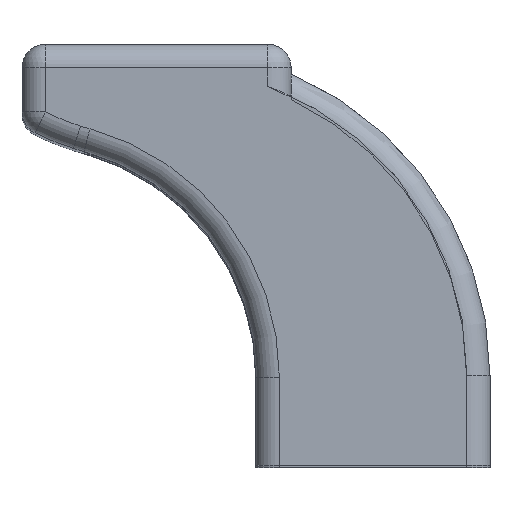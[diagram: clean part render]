
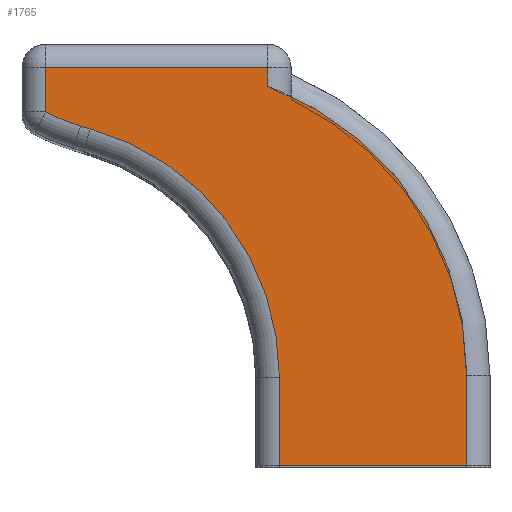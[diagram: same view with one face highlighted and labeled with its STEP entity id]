
A CAD part, top view. The second image highlights one B-rep face of the part: STEP entity #1765.
In plain terms, the highlighted planar face has unit normal (0, 0, 1).
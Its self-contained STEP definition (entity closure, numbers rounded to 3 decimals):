
#62=PLANE('',#1901);
#102=FACE_OUTER_BOUND('',#184,.T.);
#184=EDGE_LOOP('',(#1308,#1309,#1310,#1311,#1312,#1313,#1314,#1315,#1316,
#1317,#1318));
#268=LINE('',#2669,#441);
#285=LINE('',#2748,#458);
#294=LINE('',#2780,#467);
#295=LINE('',#2782,#468);
#296=LINE('',#2790,#469);
#297=LINE('',#2791,#470);
#298=LINE('',#2792,#471);
#441=VECTOR('',#2092,1000.);
#458=VECTOR('',#2151,1000.);
#467=VECTOR('',#2178,1000.);
#468=VECTOR('',#2179,1000.);
#469=VECTOR('',#2186,1000.);
#470=VECTOR('',#2187,1000.);
#471=VECTOR('',#2188,1000.);
#625=CIRCLE('',#1895,26.);
#631=CIRCLE('',#1902,21.541);
#632=CIRCLE('',#1903,21.5);
#633=CIRCLE('',#1904,22.);
#734=VERTEX_POINT('',#2663);
#736=VERTEX_POINT('',#2667);
#757=VERTEX_POINT('',#2733);
#759=VERTEX_POINT('',#2746);
#762=VERTEX_POINT('',#2754);
#773=VERTEX_POINT('',#2779);
#774=VERTEX_POINT('',#2781);
#775=VERTEX_POINT('',#2783);
#776=VERTEX_POINT('',#2785);
#777=VERTEX_POINT('',#2787);
#778=VERTEX_POINT('',#2789);
#948=EDGE_CURVE('',#734,#736,#268,.T.);
#979=EDGE_CURVE('',#757,#759,#285,.T.);
#982=EDGE_CURVE('',#762,#757,#625,.T.);
#995=EDGE_CURVE('',#759,#773,#294,.T.);
#996=EDGE_CURVE('',#773,#774,#295,.T.);
#997=EDGE_CURVE('',#774,#775,#631,.T.);
#998=EDGE_CURVE('',#775,#776,#632,.T.);
#999=EDGE_CURVE('',#776,#777,#633,.T.);
#1000=EDGE_CURVE('',#777,#778,#296,.T.);
#1001=EDGE_CURVE('',#734,#778,#297,.T.);
#1002=EDGE_CURVE('',#762,#736,#298,.T.);
#1308=ORIENTED_EDGE('',*,*,#982,.T.);
#1309=ORIENTED_EDGE('',*,*,#979,.T.);
#1310=ORIENTED_EDGE('',*,*,#995,.T.);
#1311=ORIENTED_EDGE('',*,*,#996,.T.);
#1312=ORIENTED_EDGE('',*,*,#997,.T.);
#1313=ORIENTED_EDGE('',*,*,#998,.T.);
#1314=ORIENTED_EDGE('',*,*,#999,.T.);
#1315=ORIENTED_EDGE('',*,*,#1000,.T.);
#1316=ORIENTED_EDGE('',*,*,#1001,.F.);
#1317=ORIENTED_EDGE('',*,*,#948,.T.);
#1318=ORIENTED_EDGE('',*,*,#1002,.F.);
#1765=ADVANCED_FACE('',(#102),#62,.T.);
#1895=AXIS2_PLACEMENT_3D('',#2755,#2157,#2158);
#1901=AXIS2_PLACEMENT_3D('',#2778,#2176,#2177);
#1902=AXIS2_PLACEMENT_3D('',#2784,#2180,#2181);
#1903=AXIS2_PLACEMENT_3D('',#2786,#2182,#2183);
#1904=AXIS2_PLACEMENT_3D('',#2788,#2184,#2185);
#2092=DIRECTION('',(0.,1.,0.));
#2151=DIRECTION('',(0.,1.,0.));
#2157=DIRECTION('center_axis',(0.,0.,1.));
#2158=DIRECTION('ref_axis',(1.,0.,0.));
#2176=DIRECTION('center_axis',(0.,0.,1.));
#2177=DIRECTION('ref_axis',(1.,0.,0.));
#2178=DIRECTION('',(-1.,0.,0.));
#2179=DIRECTION('',(0.,-1.,0.));
#2180=DIRECTION('center_axis',(0.,0.,1.));
#2181=DIRECTION('ref_axis',(1.,0.,0.));
#2182=DIRECTION('center_axis',(0.,0.,1.));
#2183=DIRECTION('ref_axis',(1.,0.,0.));
#2184=DIRECTION('center_axis',(0.,0.,-1.));
#2185=DIRECTION('ref_axis',(1.,0.,0.));
#2186=DIRECTION('',(0.,-1.,0.));
#2187=DIRECTION('',(-1.,0.,0.));
#2188=DIRECTION('',(0.,-1.,0.));
#2663=CARTESIAN_POINT('',(16.123,-20.185,57.5));
#2667=CARTESIAN_POINT('',(16.123,-12.485,57.5));
#2669=CARTESIAN_POINT('',(16.123,-44.185,57.5));
#2733=CARTESIAN_POINT('',(-0.877,12.208,57.5));
#2746=CARTESIAN_POINT('',(-0.877,13.815,57.5));
#2748=CARTESIAN_POINT('',(-0.877,-44.185,57.5));
#2754=CARTESIAN_POINT('',(16.123,-12.185,57.5));
#2755=CARTESIAN_POINT('Origin',(-9.877,-12.185,57.5));
#2778=CARTESIAN_POINT('Origin',(-1.878,-44.185,57.5));
#2779=CARTESIAN_POINT('',(-19.877,13.815,57.5));
#2780=CARTESIAN_POINT('',(-19.877,13.815,57.5));
#2781=CARTESIAN_POINT('',(-19.877,10.028,57.5));
#2782=CARTESIAN_POINT('',(-19.877,-44.185,57.5));
#2783=CARTESIAN_POINT('',(-16.877,8.821,57.5));
#2784=CARTESIAN_POINT('Origin',(-10.361,29.353,57.5));
#2785=CARTESIAN_POINT('',(-16.061,8.58,57.5));
#2786=CARTESIAN_POINT('Origin',(-10.377,29.315,57.5));
#2787=CARTESIAN_POINT('',(0.123,-12.637,57.5));
#2788=CARTESIAN_POINT('Origin',(-21.877,-12.637,57.5));
#2789=CARTESIAN_POINT('',(0.123,-20.185,57.5));
#2790=CARTESIAN_POINT('',(0.123,-44.185,57.5));
#2791=CARTESIAN_POINT('',(-1.878,-20.185,57.5));
#2792=CARTESIAN_POINT('',(16.123,-44.185,57.5));
